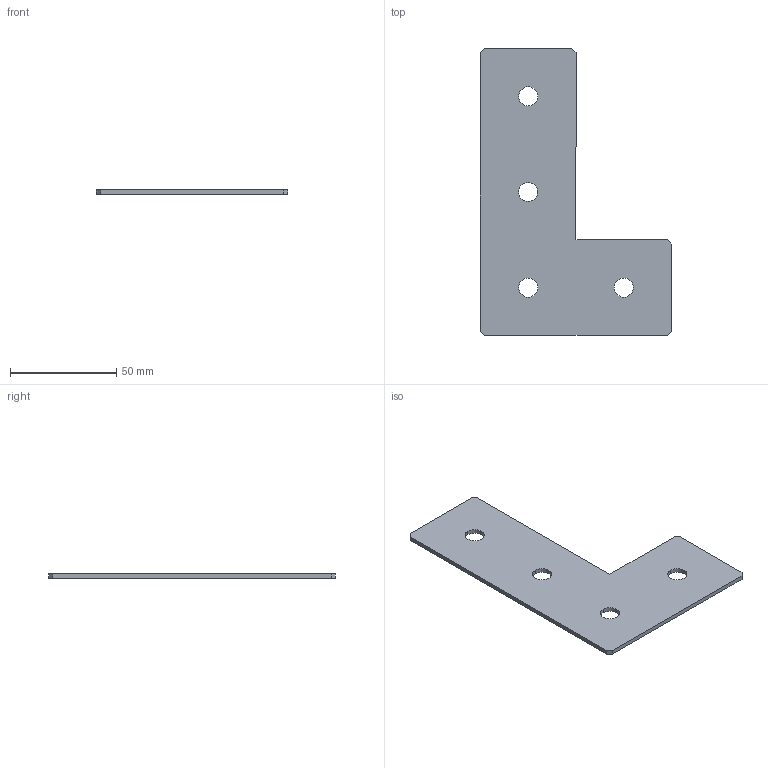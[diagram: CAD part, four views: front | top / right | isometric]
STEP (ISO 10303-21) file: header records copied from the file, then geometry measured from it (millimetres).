
FILE_DESCRIPTION (( 'STEP AP214' ), '1' );
FILE_NAME ('Ã-ïëàñòèíà 45 ñåðèÿ 2õ3 4îòâ 90õ135õ2.STEP', '2022-02-21T13:38:12', ( 'user' ), ( '' ), 'SwSTEP 2.0', 'SolidWorks 2021', '' );
FILE_SCHEMA (( 'AUTOMOTIVE_DESIGN' ));
Length unit declared in the file: millimetre
Products named in the file (1): Ã-ïëàñòèíà 45 ñåðèÿ 2õ3 4îòâ 90õ135õ2
Bounding box: 90 x 135 x 2 mm (x, y, z)
Volume: 15671.1 mm3; surface area: 16785.5 mm2
Topology: 1 solids, 1 shells, 21 faces, 57 edges, 38 vertices
Faces by surface type: plane 13, cylinder 8
Entity records: 717 total; most frequent: DIRECTION 117, CARTESIAN_POINT 117, ORIENTED_EDGE 114, EDGE_CURVE 57, VECTOR 41, LINE 41, AXIS2_PLACEMENT_3D 38, VERTEX_POINT 38
